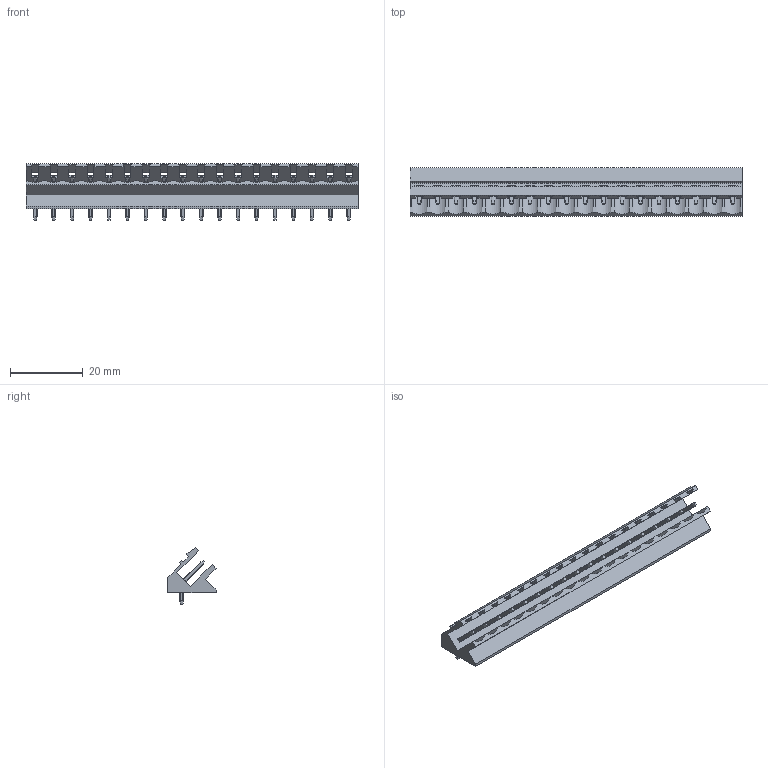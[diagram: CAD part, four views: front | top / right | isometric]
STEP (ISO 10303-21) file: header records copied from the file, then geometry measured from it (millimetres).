
FILE_DESCRIPTION(('CATIA V5 STEP Exchange','CAx-IF Rec.Pracs.--- Model Styling and Organization---1.2---2011-12-15'),'2;1');
FILE_NAME ('D1453162_0_1603220000_1603220000.stp','2018-10-10T07:34:00+00:00',('none'),('Weidmueller'),'CATIA Version 5-6 Release 2014','CATIA V5 STEP AP214','none');
FILE_SCHEMA(('AUTOMOTIVE_DESIGN { 1 0 10303 214 1 1 1 1 }'));
Length unit declared in the file: millimetre
Products named in the file (1): 1603220000
Bounding box: 91.44 x 13.3 x 15.67 mm (x, y, z)
Volume: 5584.6 mm3; surface area: 7414 mm2
Topology: 19 solids, 19 shells, 904 faces, 2490 edges, 1588 vertices
Faces by surface type: plane 596, cylinder 308
Entity records: 31928 total; most frequent: CARTESIAN_POINT 11010, ORIENTED_EDGE 4980, DIRECTION 3248, EDGE_CURVE 2490, VECTOR 1874, LINE 1874, VERTEX_POINT 1588, EDGE_LOOP 940
